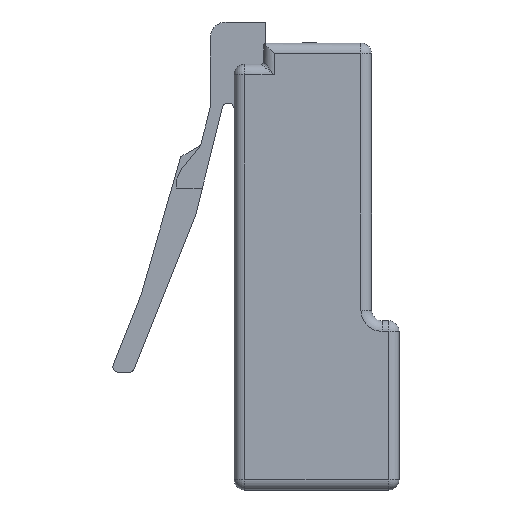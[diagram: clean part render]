
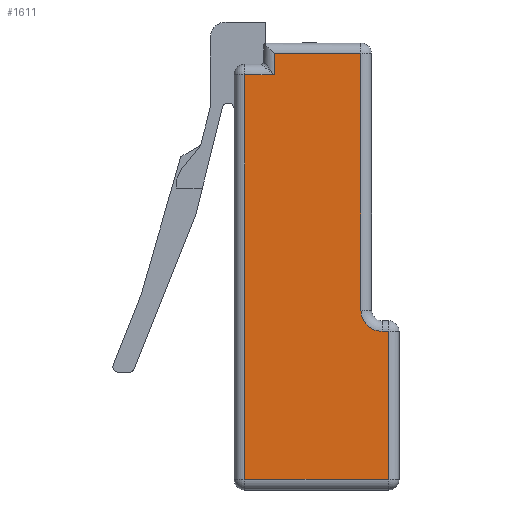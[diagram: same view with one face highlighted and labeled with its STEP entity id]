
A CAD part, left-side view. The second image highlights one B-rep face of the part: STEP entity #1611.
In plain terms, the highlighted planar face has unit normal (-1, 0, 0).
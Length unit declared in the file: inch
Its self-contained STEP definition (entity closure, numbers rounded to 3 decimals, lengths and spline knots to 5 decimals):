
#35 = EDGE_CURVE ( 'NONE', #1408, #6726, #5043, .T. ) ;
#60 = CARTESIAN_POINT ( 'NONE',  ( -0.23, -0.15, 0.30008 ) ) ;
#177 = CARTESIAN_POINT ( 'NONE',  ( -0.23, 0.13, 0.02 ) ) ;
#234 = CARTESIAN_POINT ( 'NONE',  ( -0.23, -0.15, 0.34008 ) ) ;
#343 = CARTESIAN_POINT ( 'NONE',  ( -0.23, -0.11, 0.825 ) ) ;
#562 = EDGE_CURVE ( 'NONE', #5705, #1408, #5890, .T. ) ;
#1003 = VERTEX_POINT ( 'NONE', #5061 ) ;
#1084 = VECTOR ( 'NONE', #3029, 39.37008 ) ;
#1113 = LINE ( 'NONE', #4706, #4423 ) ;
#1121 = VECTOR ( 'NONE', #6760, 39.37008 ) ;
#1143 = DIRECTION ( 'NONE',  ( 0., 1., 0. ) ) ;
#1234 = DIRECTION ( 'NONE',  ( 0., 0., 1. ) ) ;
#1311 = ORIENTED_EDGE ( 'NONE', *, *, #562, .T. ) ;
#1408 = VERTEX_POINT ( 'NONE', #343 ) ;
#1611 = ADVANCED_FACE ( 'NONE', ( #2896 ), #4249, .F. ) ;
#1640 = EDGE_LOOP ( 'NONE', ( #6425, #4891, #5250, #6334, #4473, #3863, #1311, #7420, #4014 ) ) ;
#1693 = LINE ( 'NONE', #3982, #3046 ) ;
#1971 = EDGE_CURVE ( 'NONE', #2910, #1003, #2432, .T. ) ;
#1998 = CARTESIAN_POINT ( 'NONE',  ( -0.23, 0.11, 0.785 ) ) ;
#2081 = VECTOR ( 'NONE', #2157, 39.37008 ) ;
#2157 = DIRECTION ( 'NONE',  ( 0., 1., 0. ) ) ;
#2275 = EDGE_CURVE ( 'NONE', #4408, #2915, #6170, .T. ) ;
#2343 = LINE ( 'NONE', #5957, #4745 ) ;
#2432 = LINE ( 'NONE', #4267, #1084 ) ;
#2515 = EDGE_CURVE ( 'NONE', #1003, #4408, #5324, .T. ) ;
#2795 = DIRECTION ( 'NONE',  ( 0., 1., 0. ) ) ;
#2896 = FACE_OUTER_BOUND ( 'NONE', #1640, .T. ) ;
#2910 = VERTEX_POINT ( 'NONE', #1998 ) ;
#2915 = VERTEX_POINT ( 'NONE', #3852 ) ;
#3029 = DIRECTION ( 'NONE',  ( 0., 0., -1. ) ) ;
#3046 = VECTOR ( 'NONE', #6686, 39.37008 ) ;
#3063 = EDGE_CURVE ( 'NONE', #3569, #2910, #2343, .T. ) ;
#3073 = CARTESIAN_POINT ( 'NONE',  ( -0.23, 0.054, 0.785 ) ) ;
#3180 = CARTESIAN_POINT ( 'NONE',  ( -0.23, -0.11, 0.845 ) ) ;
#3460 = DIRECTION ( 'NONE',  ( 0., 1., 0. ) ) ;
#3569 = VERTEX_POINT ( 'NONE', #3073 ) ;
#3852 = CARTESIAN_POINT ( 'NONE',  ( -0.23, -0.162, 0.30008 ) ) ;
#3863 = ORIENTED_EDGE ( 'NONE', *, *, #7574, .F. ) ;
#3982 = CARTESIAN_POINT ( 'NONE',  ( -0.23, 0.054, 0.845 ) ) ;
#4014 = ORIENTED_EDGE ( 'NONE', *, *, #5026, .T. ) ;
#4249 = PLANE ( 'NONE',  #4600 ) ;
#4267 = CARTESIAN_POINT ( 'NONE',  ( -0.23, 0.11, 0.845 ) ) ;
#4390 = CARTESIAN_POINT ( 'NONE',  ( -0.23, -0.162, 0.02 ) ) ;
#4408 = VERTEX_POINT ( 'NONE', #4390 ) ;
#4423 = VECTOR ( 'NONE', #3460, 39.37008 ) ;
#4473 = ORIENTED_EDGE ( 'NONE', *, *, #5859, .T. ) ;
#4598 = DIRECTION ( 'NONE',  ( -1., 0., 0. ) ) ;
#4600 = AXIS2_PLACEMENT_3D ( 'NONE', #6717, #5518, #1143 ) ;
#4706 = CARTESIAN_POINT ( 'NONE',  ( -0.23, 0.13, 0.30008 ) ) ;
#4745 = VECTOR ( 'NONE', #5714, 39.37008 ) ;
#4891 = ORIENTED_EDGE ( 'NONE', *, *, #1971, .T. ) ;
#5026 = EDGE_CURVE ( 'NONE', #6726, #3569, #1693, .T. ) ;
#5043 = LINE ( 'NONE', #5068, #2081 ) ;
#5061 = CARTESIAN_POINT ( 'NONE',  ( -0.23, 0.11, 0.02 ) ) ;
#5068 = CARTESIAN_POINT ( 'NONE',  ( -0.23, 0.074, 0.825 ) ) ;
#5084 = DIRECTION ( 'NONE',  ( 0., -1., 0. ) ) ;
#5141 = VECTOR ( 'NONE', #5084, 39.37008 ) ;
#5250 = ORIENTED_EDGE ( 'NONE', *, *, #2515, .T. ) ;
#5324 = LINE ( 'NONE', #177, #5141 ) ;
#5492 = CIRCLE ( 'NONE', #5913, 0.04 ) ;
#5518 = DIRECTION ( 'NONE',  ( 1., 0., 0. ) ) ;
#5705 = VERTEX_POINT ( 'NONE', #7930 ) ;
#5714 = DIRECTION ( 'NONE',  ( 0., 1., 0. ) ) ;
#5859 = EDGE_CURVE ( 'NONE', #2915, #5962, #1113, .T. ) ;
#5890 = LINE ( 'NONE', #3180, #1121 ) ;
#5913 = AXIS2_PLACEMENT_3D ( 'NONE', #234, #4598, #2795 ) ;
#5957 = CARTESIAN_POINT ( 'NONE',  ( -0.23, 0.13, 0.785 ) ) ;
#5962 = VERTEX_POINT ( 'NONE', #60 ) ;
#5984 = VECTOR ( 'NONE', #1234, 39.37008 ) ;
#6170 = LINE ( 'NONE', #7542, #5984 ) ;
#6334 = ORIENTED_EDGE ( 'NONE', *, *, #2275, .T. ) ;
#6425 = ORIENTED_EDGE ( 'NONE', *, *, #3063, .T. ) ;
#6686 = DIRECTION ( 'NONE',  ( 0., 0., -1. ) ) ;
#6717 = CARTESIAN_POINT ( 'NONE',  ( -0.23, 0.13, 0.845 ) ) ;
#6726 = VERTEX_POINT ( 'NONE', #8084 ) ;
#6760 = DIRECTION ( 'NONE',  ( 0., 0., 1. ) ) ;
#7420 = ORIENTED_EDGE ( 'NONE', *, *, #35, .T. ) ;
#7542 = CARTESIAN_POINT ( 'NONE',  ( -0.23, -0.162, 0.845 ) ) ;
#7574 = EDGE_CURVE ( 'NONE', #5705, #5962, #5492, .T. ) ;
#7930 = CARTESIAN_POINT ( 'NONE',  ( -0.23, -0.11, 0.34008 ) ) ;
#8084 = CARTESIAN_POINT ( 'NONE',  ( -0.23, 0.054, 0.825 ) ) ;
